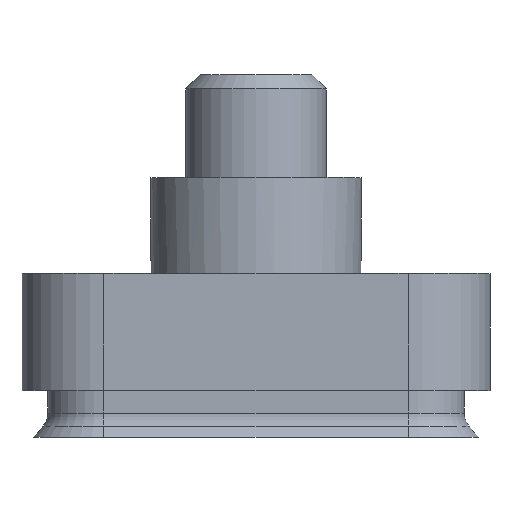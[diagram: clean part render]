
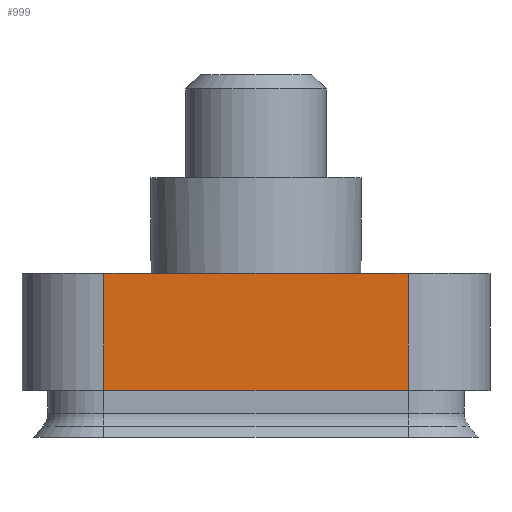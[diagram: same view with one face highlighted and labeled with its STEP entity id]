
A CAD part, top view. The second image highlights one B-rep face of the part: STEP entity #999.
In plain terms, the highlighted planar face has unit normal (0, 0, 1).
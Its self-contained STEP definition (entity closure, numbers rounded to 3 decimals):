
#110=ORIENTED_EDGE('',*,*,#302,.T.);
#111=ORIENTED_EDGE('',*,*,#303,.F.);
#112=ORIENTED_EDGE('',*,*,#304,.F.);
#113=ORIENTED_EDGE('',*,*,#305,.T.);
#114=ORIENTED_EDGE('',*,*,#306,.T.);
#115=ORIENTED_EDGE('',*,*,#301,.T.);
#301=EDGE_CURVE('',#394,#396,#455,.T.);
#302=EDGE_CURVE('',#396,#397,#456,.T.);
#303=EDGE_CURVE('',#398,#397,#457,.T.);
#304=EDGE_CURVE('',#399,#398,#458,.T.);
#305=EDGE_CURVE('',#399,#400,#459,.T.);
#306=EDGE_CURVE('',#400,#394,#460,.T.);
#394=VERTEX_POINT('',#1406);
#396=VERTEX_POINT('',#1410);
#397=VERTEX_POINT('',#1414);
#398=VERTEX_POINT('',#1416);
#399=VERTEX_POINT('',#1418);
#400=VERTEX_POINT('',#1420);
#455=LINE('',#1411,#509);
#456=LINE('',#1413,#510);
#457=LINE('',#1415,#511);
#458=LINE('',#1417,#512);
#459=LINE('',#1419,#513);
#460=LINE('',#1421,#514);
#509=VECTOR('',#1170,1000.);
#510=VECTOR('',#1173,1000.);
#511=VECTOR('',#1174,1000.);
#512=VECTOR('',#1175,1000.);
#513=VECTOR('',#1176,1000.);
#514=VECTOR('',#1177,1000.);
#552=EDGE_LOOP('',(#110,#111,#112,#113,#114,#115));
#606=FACE_BOUND('',#552,.T.);
#660=PLANE('',#1053);
#999=ADVANCED_FACE('',(#606),#660,.F.);
#1053=AXIS2_PLACEMENT_3D('',#1412,#1171,#1172);
#1170=DIRECTION('',(-1.,0.,0.));
#1171=DIRECTION('',(0.,0.,-1.));
#1172=DIRECTION('',(-1.,0.,0.));
#1173=DIRECTION('',(0.,-1.,0.));
#1174=DIRECTION('',(-1.,0.,0.));
#1175=DIRECTION('',(0.,-1.,0.));
#1176=DIRECTION('',(-1.,0.,0.));
#1177=DIRECTION('',(-1.,0.,0.));
#1406=CARTESIAN_POINT('',(-2.828,7.,3.5));
#1410=CARTESIAN_POINT('',(-6.5,7.,3.5));
#1411=CARTESIAN_POINT('',(6.5,7.,3.5));
#1412=CARTESIAN_POINT('',(6.5,7.,3.5));
#1413=CARTESIAN_POINT('',(-6.5,7.,3.5));
#1414=CARTESIAN_POINT('',(-6.5,2.,3.5));
#1415=CARTESIAN_POINT('',(6.5,2.,3.5));
#1416=CARTESIAN_POINT('',(6.5,2.,3.5));
#1417=CARTESIAN_POINT('',(6.5,7.,3.5));
#1418=CARTESIAN_POINT('',(6.5,7.,3.5));
#1419=CARTESIAN_POINT('',(6.5,7.,3.5));
#1420=CARTESIAN_POINT('',(2.828,7.,3.5));
#1421=CARTESIAN_POINT('',(6.5,7.,3.5));
